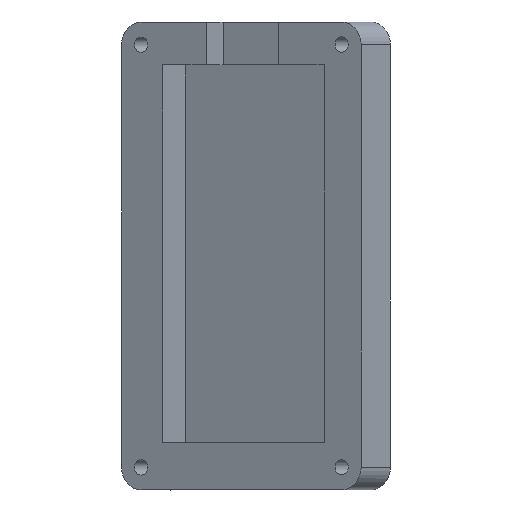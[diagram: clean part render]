
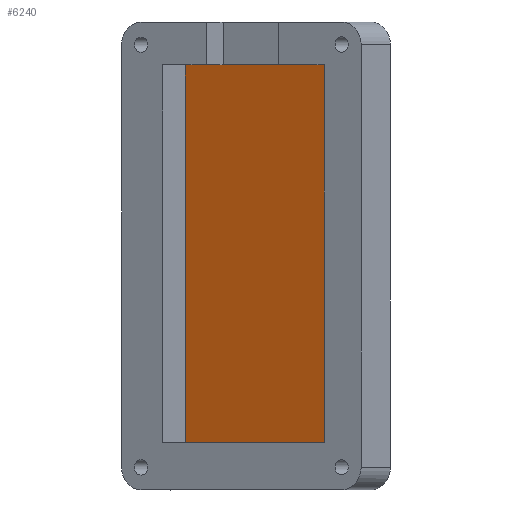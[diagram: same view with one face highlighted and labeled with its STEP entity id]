
A CAD part, top view. The second image highlights one B-rep face of the part: STEP entity #6240.
In plain terms, the highlighted planar face has unit normal (-0.5, 0, 0.866).
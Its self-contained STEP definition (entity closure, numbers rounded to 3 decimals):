
#882=FACE_OUTER_BOUND('',#1243,.T.);
#1243=EDGE_LOOP('',(#4990,#4991,#4992,#4993));
#1693=LINE('',#10190,#2203);
#1695=LINE('',#10194,#2205);
#1696=LINE('',#10196,#2206);
#1697=LINE('',#10197,#2207);
#2203=VECTOR('',#7008,10.);
#2205=VECTOR('',#7012,10.);
#2206=VECTOR('',#7013,10.);
#2207=VECTOR('',#7014,10.);
#2781=VERTEX_POINT('',#10187);
#2782=VERTEX_POINT('',#10189);
#2783=VERTEX_POINT('',#10193);
#2784=VERTEX_POINT('',#10195);
#3575=EDGE_CURVE('',#2781,#2782,#1693,.T.);
#3577=EDGE_CURVE('',#2783,#2781,#1695,.T.);
#3578=EDGE_CURVE('',#2784,#2783,#1696,.T.);
#3579=EDGE_CURVE('',#2782,#2784,#1697,.T.);
#4990=ORIENTED_EDGE('',*,*,#3577,.F.);
#4991=ORIENTED_EDGE('',*,*,#3578,.F.);
#4992=ORIENTED_EDGE('',*,*,#3579,.F.);
#4993=ORIENTED_EDGE('',*,*,#3575,.F.);
#6009=PLANE('',#6511);
#6240=ADVANCED_FACE('',(#882),#6009,.T.);
#6511=AXIS2_PLACEMENT_3D('',#10192,#7010,#7011);
#7008=DIRECTION('',(0.866,0.,0.5));
#7010=DIRECTION('center_axis',(-0.5,0.,0.866));
#7011=DIRECTION('ref_axis',(0.,-1.,0.));
#7012=DIRECTION('',(0.,1.,0.));
#7013=DIRECTION('',(-0.866,0.,-0.5));
#7014=DIRECTION('',(0.,-1.,0.));
#10187=CARTESIAN_POINT('',(-47.408,44.993,9.195));
#10189=CARTESIAN_POINT('',(-11.484,44.993,29.936));
#10190=CARTESIAN_POINT('',(-38.427,44.993,14.381));
#10192=CARTESIAN_POINT('Origin',(-29.446,3.,19.566));
#10193=CARTESIAN_POINT('',(-47.408,-38.993,9.195));
#10194=CARTESIAN_POINT('',(-47.408,-17.996,9.195));
#10195=CARTESIAN_POINT('',(-11.484,-38.993,29.936));
#10196=CARTESIAN_POINT('',(-20.465,-38.993,24.751));
#10197=CARTESIAN_POINT('',(-11.484,23.996,29.936));
